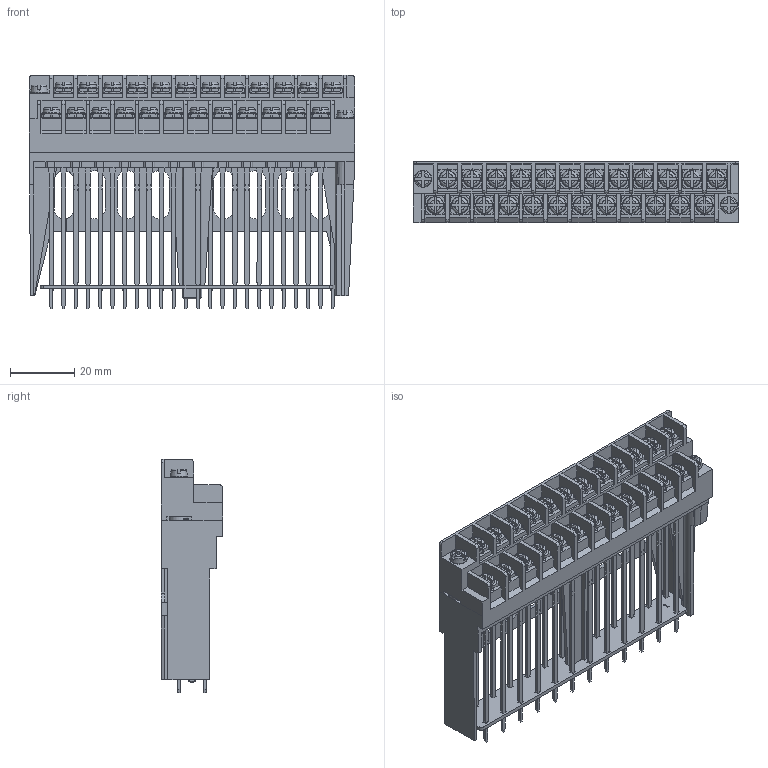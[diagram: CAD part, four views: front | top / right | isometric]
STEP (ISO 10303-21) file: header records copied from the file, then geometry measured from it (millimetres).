
FILE_DESCRIPTION( ('This file contains a STEP AP42 implementation' ,'as created by ZW3D STEP Interface translator.') ,'2;1' );
FILE_NAME( 'BH762-06-12-W-S0-S01.stp' ,'231117. 94932', (''), ('ZWCAD Software Co.'), 'Version 1.0', 'ZW3D to STEP translator', '' );
FILE_SCHEMA(('AUTOMOTIVE_DESIGN { 1 0 10303 214 1 1 1 1 }'));
Length unit declared in the file: millimetre
Products named in the file (2): 0; BH762-06-12-W-S0-S01
Bounding box: 101.43 x 19 x 72.6 mm (x, y, z)
Volume: 0 mm3; surface area: 40546.3 mm2
Topology: 1 solids, 2 shells, 4938 faces, 14199 edges, 9128 vertices
Faces by surface type: plane 3298, cylinder 917, bspline 298, cone 265, torus 160
Full cylindrical faces by diameter (mm): 6 x2
Entity records: 178855 total; most frequent: CARTESIAN_POINT 46037, ORIENTED_EDGE 28628, DIRECTION 24371, EDGE_CURVE 14198, VECTOR 9655, LINE 9655, VERTEX_POINT 9128, AXIS2_PLACEMENT_3D 7358
